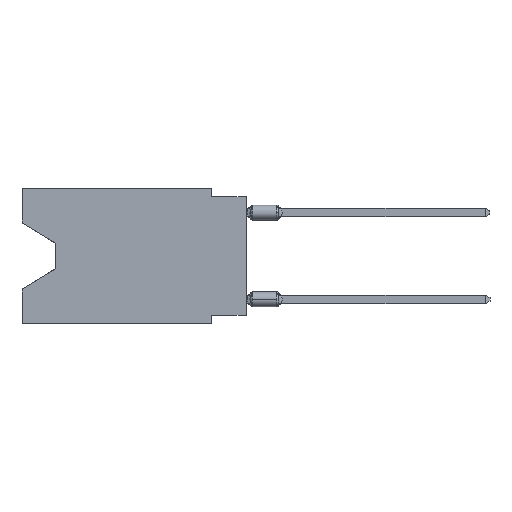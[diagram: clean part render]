
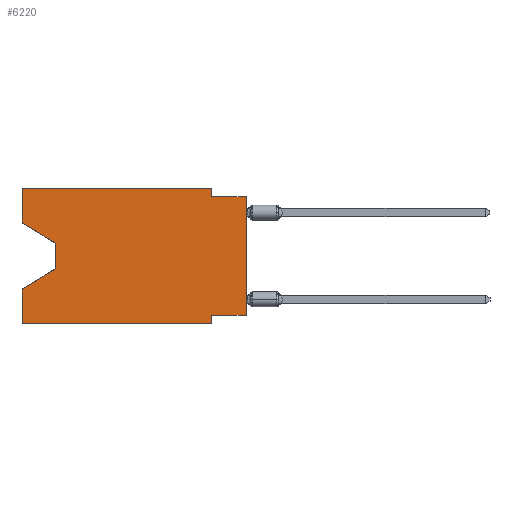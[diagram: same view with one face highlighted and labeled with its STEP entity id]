
A CAD part, left-side view. The second image highlights one B-rep face of the part: STEP entity #6220.
In plain terms, the highlighted planar face has unit normal (-1, 0, 0).
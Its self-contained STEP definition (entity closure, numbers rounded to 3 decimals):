
#59 = LINE ( 'NONE', #4925, #3781 ) ;
#137 = DIRECTION ( 'NONE',  ( 0., 0., -1. ) ) ;
#199 = CARTESIAN_POINT ( 'NONE',  ( 0., 2.54, 0. ) ) ;
#205 = CARTESIAN_POINT ( 'NONE',  ( 0., 16.383, -9.906 ) ) ;
#406 = EDGE_CURVE ( 'NONE', #13570, #3193, #59, .T. ) ;
#636 = ORIENTED_EDGE ( 'NONE', *, *, #13416, .F. ) ;
#729 = DIRECTION ( 'NONE',  ( 0., 0., -1. ) ) ;
#773 = DIRECTION ( 'NONE',  ( 0., 0.855, -0.519 ) ) ;
#809 = EDGE_CURVE ( 'NONE', #1297, #2268, #7463, .T. ) ;
#850 = CARTESIAN_POINT ( 'NONE',  ( 0., 13.97, -5.893 ) ) ;
#1058 = EDGE_CURVE ( 'NONE', #4829, #13570, #6902, .T. ) ;
#1228 = CARTESIAN_POINT ( 'NONE',  ( 0., 0., 0. ) ) ;
#1239 = AXIS2_PLACEMENT_3D ( 'NONE', #3691, #8564, #5922 ) ;
#1297 = VERTEX_POINT ( 'NONE', #9936 ) ;
#1448 = ORIENTED_EDGE ( 'NONE', *, *, #10010, .F. ) ;
#1750 = ORIENTED_EDGE ( 'NONE', *, *, #809, .T. ) ;
#1827 = CARTESIAN_POINT ( 'NONE',  ( 0., 0., -0.635 ) ) ;
#1840 = EDGE_CURVE ( 'NONE', #3653, #9785, #14418, .T. ) ;
#2026 = VERTEX_POINT ( 'NONE', #199 ) ;
#2092 = VECTOR ( 'NONE', #15232, 1000. ) ;
#2268 = VERTEX_POINT ( 'NONE', #9391 ) ;
#2644 = VECTOR ( 'NONE', #9299, 1000. ) ;
#2656 = CARTESIAN_POINT ( 'NONE',  ( 0., 16.383, 0. ) ) ;
#3026 = LINE ( 'NONE', #1827, #2092 ) ;
#3193 = VERTEX_POINT ( 'NONE', #13620 ) ;
#3400 = DIRECTION ( 'NONE',  ( 0., 0., 1. ) ) ;
#3404 = EDGE_CURVE ( 'NONE', #3861, #11285, #14320, .T. ) ;
#3570 = DIRECTION ( 'NONE',  ( 0., -1., 0. ) ) ;
#3653 = VERTEX_POINT ( 'NONE', #5137 ) ;
#3691 = CARTESIAN_POINT ( 'NONE',  ( 0., 16.383, 0. ) ) ;
#3781 = VECTOR ( 'NONE', #137, 1000. ) ;
#3836 = CARTESIAN_POINT ( 'NONE',  ( 0., 16.383, -7.36 ) ) ;
#3861 = VERTEX_POINT ( 'NONE', #13422 ) ;
#4419 = CARTESIAN_POINT ( 'NONE',  ( 0., 16.383, 0. ) ) ;
#4560 = VECTOR ( 'NONE', #9959, 1000. ) ;
#4729 = ORIENTED_EDGE ( 'NONE', *, *, #1840, .F. ) ;
#4760 = DIRECTION ( 'NONE',  ( 0., 0., 1. ) ) ;
#4829 = VERTEX_POINT ( 'NONE', #8738 ) ;
#4925 = CARTESIAN_POINT ( 'NONE',  ( 0., 13.97, -4.013 ) ) ;
#5025 = EDGE_CURVE ( 'NONE', #2026, #13442, #7923, .T. ) ;
#5137 = CARTESIAN_POINT ( 'NONE',  ( 0., 16.383, -9.906 ) ) ;
#5809 = EDGE_CURVE ( 'NONE', #3193, #9785, #12854, .T. ) ;
#5922 = DIRECTION ( 'NONE',  ( 0., 0., -1. ) ) ;
#6220 = ADVANCED_FACE ( 'NONE', ( #14617 ), #13588, .F. ) ;
#6322 = CARTESIAN_POINT ( 'NONE',  ( 0., 13.97, -4.013 ) ) ;
#6374 = CARTESIAN_POINT ( 'NONE',  ( 0., 2.54, -9.906 ) ) ;
#6840 = ORIENTED_EDGE ( 'NONE', *, *, #5809, .T. ) ;
#6857 = VECTOR ( 'NONE', #773, 1000. ) ;
#6902 = LINE ( 'NONE', #7054, #13001 ) ;
#6932 = LINE ( 'NONE', #9413, #8833 ) ;
#7054 = CARTESIAN_POINT ( 'NONE',  ( 0., 16.383, -2.546 ) ) ;
#7204 = CARTESIAN_POINT ( 'NONE',  ( 0., 2.54, -0.635 ) ) ;
#7391 = ORIENTED_EDGE ( 'NONE', *, *, #5025, .F. ) ;
#7463 = LINE ( 'NONE', #1228, #4560 ) ;
#7472 = LINE ( 'NONE', #205, #12359 ) ;
#7923 = LINE ( 'NONE', #15341, #7935 ) ;
#7935 = VECTOR ( 'NONE', #729, 1000. ) ;
#7939 = DIRECTION ( 'NONE',  ( 0., -0.855, -0.519 ) ) ;
#8251 = CARTESIAN_POINT ( 'NONE',  ( 0., 2.54, -9.906 ) ) ;
#8274 = CARTESIAN_POINT ( 'NONE',  ( 0., 16.383, 0. ) ) ;
#8380 = EDGE_LOOP ( 'NONE', ( #15349, #14604, #6840, #4729, #13831, #15748, #1448, #1750, #10639, #7391, #636, #10853 ) ) ;
#8564 = DIRECTION ( 'NONE',  ( 1., 0., 0. ) ) ;
#8738 = CARTESIAN_POINT ( 'NONE',  ( 0., 16.383, -2.546 ) ) ;
#8833 = VECTOR ( 'NONE', #15229, 1000. ) ;
#9299 = DIRECTION ( 'NONE',  ( 0., -1., 0. ) ) ;
#9391 = CARTESIAN_POINT ( 'NONE',  ( 0., 0., -0.635 ) ) ;
#9413 = CARTESIAN_POINT ( 'NONE',  ( 0., 0., -9.271 ) ) ;
#9785 = VERTEX_POINT ( 'NONE', #3836 ) ;
#9935 = VECTOR ( 'NONE', #11949, 1000. ) ;
#9936 = CARTESIAN_POINT ( 'NONE',  ( 0., 0., -9.271 ) ) ;
#9943 = VECTOR ( 'NONE', #4760, 1000. ) ;
#9959 = DIRECTION ( 'NONE',  ( 0., 0., 1. ) ) ;
#10010 = EDGE_CURVE ( 'NONE', #1297, #3861, #6932, .T. ) ;
#10388 = VECTOR ( 'NONE', #3400, 1000. ) ;
#10639 = ORIENTED_EDGE ( 'NONE', *, *, #14471, .F. ) ;
#10655 = EDGE_CURVE ( 'NONE', #4829, #12037, #13586, .T. ) ;
#10853 = ORIENTED_EDGE ( 'NONE', *, *, #10655, .F. ) ;
#11285 = VERTEX_POINT ( 'NONE', #6374 ) ;
#11451 = EDGE_CURVE ( 'NONE', #3653, #11285, #7472, .T. ) ;
#11949 = DIRECTION ( 'NONE',  ( 0., 0., -1. ) ) ;
#12037 = VERTEX_POINT ( 'NONE', #2656 ) ;
#12359 = VECTOR ( 'NONE', #3570, 1000. ) ;
#12854 = LINE ( 'NONE', #850, #6857 ) ;
#12976 = LINE ( 'NONE', #4419, #2644 ) ;
#13001 = VECTOR ( 'NONE', #7939, 1000. ) ;
#13416 = EDGE_CURVE ( 'NONE', #12037, #2026, #12976, .T. ) ;
#13422 = CARTESIAN_POINT ( 'NONE',  ( 0., 2.54, -9.271 ) ) ;
#13442 = VERTEX_POINT ( 'NONE', #7204 ) ;
#13502 = CARTESIAN_POINT ( 'NONE',  ( 0., 16.383, 0. ) ) ;
#13570 = VERTEX_POINT ( 'NONE', #6322 ) ;
#13586 = LINE ( 'NONE', #13502, #10388 ) ;
#13588 = PLANE ( 'NONE',  #1239 ) ;
#13620 = CARTESIAN_POINT ( 'NONE',  ( 0., 13.97, -5.893 ) ) ;
#13831 = ORIENTED_EDGE ( 'NONE', *, *, #11451, .T. ) ;
#14320 = LINE ( 'NONE', #8251, #9935 ) ;
#14418 = LINE ( 'NONE', #8274, #9943 ) ;
#14471 = EDGE_CURVE ( 'NONE', #13442, #2268, #3026, .T. ) ;
#14604 = ORIENTED_EDGE ( 'NONE', *, *, #406, .T. ) ;
#14617 = FACE_OUTER_BOUND ( 'NONE', #8380, .T. ) ;
#15229 = DIRECTION ( 'NONE',  ( 0., 1., 0. ) ) ;
#15232 = DIRECTION ( 'NONE',  ( 0., -1., 0. ) ) ;
#15341 = CARTESIAN_POINT ( 'NONE',  ( 0., 2.54, 0. ) ) ;
#15349 = ORIENTED_EDGE ( 'NONE', *, *, #1058, .T. ) ;
#15748 = ORIENTED_EDGE ( 'NONE', *, *, #3404, .F. ) ;
